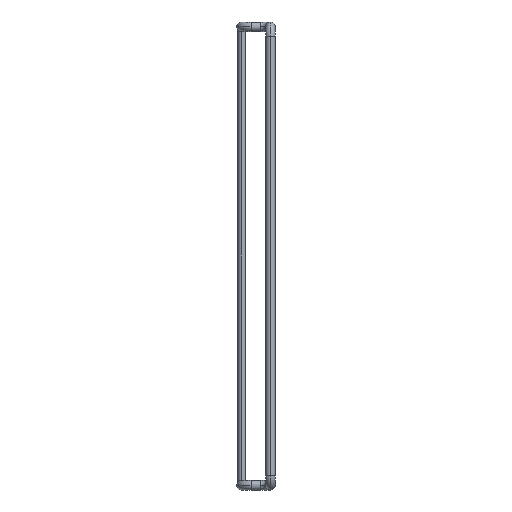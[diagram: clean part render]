
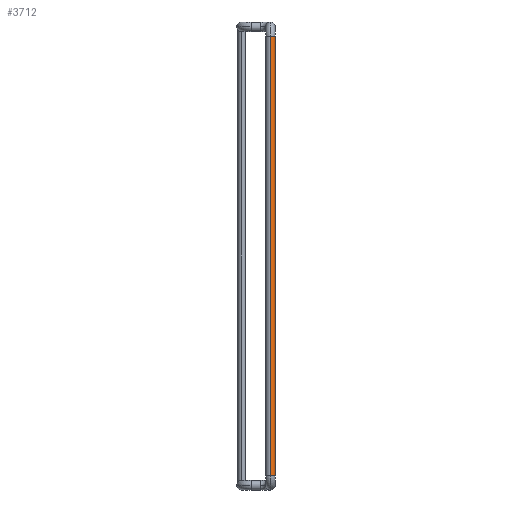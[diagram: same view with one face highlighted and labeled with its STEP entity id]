
A CAD part, left-side view. The second image highlights one B-rep face of the part: STEP entity #3712.
In plain terms, the highlighted cylindrical face has radius 2.5 mm (diameter 5 mm), a partial arc.
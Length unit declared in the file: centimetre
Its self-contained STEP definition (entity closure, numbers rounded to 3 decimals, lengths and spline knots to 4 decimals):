
#8 = CARTESIAN_POINT ( 'NONE',  ( -15., -1.5, -0.5 ) ) ;
#364 = CARTESIAN_POINT ( 'NONE',  ( -14.75, -1.5, -0.5 ) ) ;
#527 = CARTESIAN_POINT ( 'NONE',  ( -15., -1.5, -0.5 ) ) ;
#634 = CARTESIAN_POINT ( 'NONE',  ( -15.25, -1.5, -0.5 ) ) ;
#675 = DIRECTION ( 'NONE',  ( 1., 0., 0. ) ) ;
#681 = CARTESIAN_POINT ( 'NONE',  ( -15.25, -1.5, -0.5 ) ) ;
#819 = EDGE_CURVE ( 'NONE', #961, #2782, #1458, .T. ) ;
#932 = ORIENTED_EDGE ( 'NONE', *, *, #2061, .T. ) ;
#961 = VERTEX_POINT ( 'NONE', #634 ) ;
#978 = DIRECTION ( 'NONE',  ( 0., 0., -1. ) ) ;
#1092 = AXIS2_PLACEMENT_3D ( 'NONE', #527, #1446, #3742 ) ;
#1183 = EDGE_CURVE ( 'NONE', #2782, #1924, #1224, .T. ) ;
#1224 = LINE ( 'NONE', #2984, #2315 ) ;
#1321 = EDGE_LOOP ( 'NONE', ( #1935, #932, #1722, #3204 ) ) ;
#1398 = DIRECTION ( 'NONE',  ( 0., 0., 1. ) ) ;
#1446 = DIRECTION ( 'NONE',  ( 0., 0., 1. ) ) ;
#1458 = CIRCLE ( 'NONE', #1092, 0.25 ) ;
#1465 = FACE_OUTER_BOUND ( 'NONE', #1321, .T. ) ;
#1543 = EDGE_CURVE ( 'NONE', #2518, #1924, #2982, .T. ) ;
#1722 = ORIENTED_EDGE ( 'NONE', *, *, #1543, .T. ) ;
#1742 = DIRECTION ( 'NONE',  ( 1., 0., 0. ) ) ;
#1924 = VERTEX_POINT ( 'NONE', #2974 ) ;
#1935 = ORIENTED_EDGE ( 'NONE', *, *, #819, .F. ) ;
#2061 = EDGE_CURVE ( 'NONE', #961, #2518, #2178, .T. ) ;
#2178 = LINE ( 'NONE', #681, #3226 ) ;
#2315 = VECTOR ( 'NONE', #2424, 100. ) ;
#2424 = DIRECTION ( 'NONE',  ( 0., 0., -1. ) ) ;
#2518 = VERTEX_POINT ( 'NONE', #3673 ) ;
#2587 = CARTESIAN_POINT ( 'NONE',  ( -15., -1.5, -23.5 ) ) ;
#2635 = CYLINDRICAL_SURFACE ( 'NONE', #3590, 0.25 ) ;
#2728 = DIRECTION ( 'NONE',  ( 0., 0., -1. ) ) ;
#2782 = VERTEX_POINT ( 'NONE', #364 ) ;
#2974 = CARTESIAN_POINT ( 'NONE',  ( -14.75, -1.5, -23.5 ) ) ;
#2982 = CIRCLE ( 'NONE', #3223, 0.25 ) ;
#2984 = CARTESIAN_POINT ( 'NONE',  ( -14.75, -1.5, -0.5 ) ) ;
#3204 = ORIENTED_EDGE ( 'NONE', *, *, #1183, .F. ) ;
#3223 = AXIS2_PLACEMENT_3D ( 'NONE', #2587, #1398, #1742 ) ;
#3226 = VECTOR ( 'NONE', #2728, 100. ) ;
#3590 = AXIS2_PLACEMENT_3D ( 'NONE', #8, #978, #675 ) ;
#3673 = CARTESIAN_POINT ( 'NONE',  ( -15.25, -1.5, -23.5 ) ) ;
#3712 = ADVANCED_FACE ( 'NONE', ( #1465 ), #2635, .T. ) ;
#3742 = DIRECTION ( 'NONE',  ( 1., 0., 0. ) ) ;
